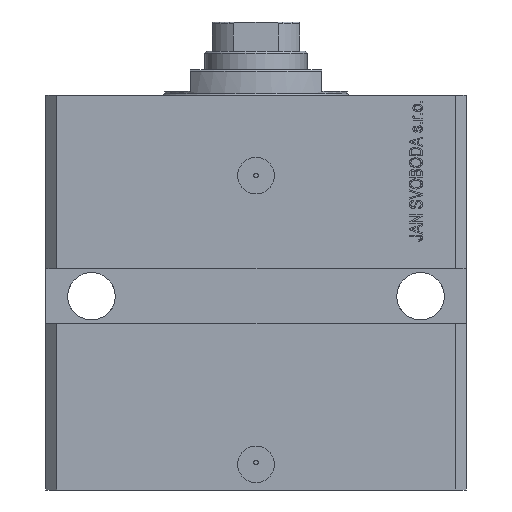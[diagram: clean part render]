
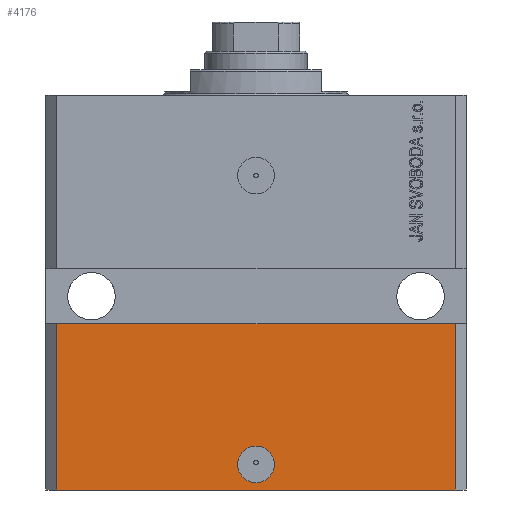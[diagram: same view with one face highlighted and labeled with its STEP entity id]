
A CAD part, front view. The second image highlights one B-rep face of the part: STEP entity #4176.
In plain terms, the highlighted planar face has unit normal (0, -1, 0).
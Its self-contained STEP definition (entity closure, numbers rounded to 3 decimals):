
#2139 = VECTOR ( 'NONE', #24492, 1000. ) ;
#3583 = VECTOR ( 'NONE', #45058, 1000. ) ;
#4176 = ADVANCED_FACE ( 'NONE', ( #12870, #30868 ), #42291, .T. ) ;
#4806 = VERTEX_POINT ( 'NONE', #34913 ) ;
#6519 = EDGE_LOOP ( 'NONE', ( #25581, #34971, #16861, #27310 ) ) ;
#6565 = ORIENTED_EDGE ( 'NONE', *, *, #47234, .F. ) ;
#7966 = CARTESIAN_POINT ( 'NONE',  ( -54.5, -45., -108. ) ) ;
#8893 = VECTOR ( 'NONE', #8994, 1000. ) ;
#8994 = DIRECTION ( 'NONE',  ( 1., 0., 0. ) ) ;
#9240 = CARTESIAN_POINT ( 'NONE',  ( -54.5, -45., -108. ) ) ;
#9642 = DIRECTION ( 'NONE',  ( 1., 0., 0. ) ) ;
#12236 = AXIS2_PLACEMENT_3D ( 'NONE', #7966, #46934, #20598 ) ;
#12530 = CARTESIAN_POINT ( 'NONE',  ( -57.5, -45., -62.5 ) ) ;
#12870 = FACE_BOUND ( 'NONE', #36823, .T. ) ;
#14281 = VERTEX_POINT ( 'NONE', #45147 ) ;
#14645 = VERTEX_POINT ( 'NONE', #38372 ) ;
#15052 = AXIS2_PLACEMENT_3D ( 'NONE', #30988, #35693, #16555 ) ;
#16555 = DIRECTION ( 'NONE',  ( 1., 0., 0. ) ) ;
#16861 = ORIENTED_EDGE ( 'NONE', *, *, #38141, .T. ) ;
#18365 = DIRECTION ( 'NONE',  ( 0., 0., 1. ) ) ;
#20202 = CIRCLE ( 'NONE', #47952, 5. ) ;
#20598 = DIRECTION ( 'NONE',  ( 1., 0., 0. ) ) ;
#21944 = CARTESIAN_POINT ( 'NONE',  ( -54.5, -45., -108. ) ) ;
#23824 = CIRCLE ( 'NONE', #15052, 5. ) ;
#23865 = EDGE_CURVE ( 'NONE', #14645, #14281, #32170, .T. ) ;
#23963 = LINE ( 'NONE', #9240, #8893 ) ;
#24492 = DIRECTION ( 'NONE',  ( 1., 0., 0. ) ) ;
#24936 = VERTEX_POINT ( 'NONE', #42326 ) ;
#25577 = DIRECTION ( 'NONE',  ( 0., -1., 0. ) ) ;
#25581 = ORIENTED_EDGE ( 'NONE', *, *, #23865, .F. ) ;
#26995 = VECTOR ( 'NONE', #18365, 1000. ) ;
#27310 = ORIENTED_EDGE ( 'NONE', *, *, #49140, .T. ) ;
#27953 = VERTEX_POINT ( 'NONE', #47441 ) ;
#28681 = EDGE_CURVE ( 'NONE', #34662, #14645, #48920, .T. ) ;
#29339 = EDGE_CURVE ( 'NONE', #4806, #27953, #23824, .T. ) ;
#29547 = CARTESIAN_POINT ( 'NONE',  ( 0., -45., -101. ) ) ;
#29670 = LINE ( 'NONE', #40331, #3583 ) ;
#30868 = FACE_OUTER_BOUND ( 'NONE', #6519, .T. ) ;
#30988 = CARTESIAN_POINT ( 'NONE',  ( 0., -45., -101. ) ) ;
#32170 = LINE ( 'NONE', #12530, #2139 ) ;
#34241 = ORIENTED_EDGE ( 'NONE', *, *, #29339, .F. ) ;
#34662 = VERTEX_POINT ( 'NONE', #21944 ) ;
#34913 = CARTESIAN_POINT ( 'NONE',  ( -5., -45., -101. ) ) ;
#34971 = ORIENTED_EDGE ( 'NONE', *, *, #28681, .F. ) ;
#35693 = DIRECTION ( 'NONE',  ( 0., -1., 0. ) ) ;
#36823 = EDGE_LOOP ( 'NONE', ( #6565, #34241 ) ) ;
#38141 = EDGE_CURVE ( 'NONE', #34662, #24936, #23963, .T. ) ;
#38372 = CARTESIAN_POINT ( 'NONE',  ( -54.5, -45., -62.5 ) ) ;
#40331 = CARTESIAN_POINT ( 'NONE',  ( 54.5, -45., -108. ) ) ;
#42291 = PLANE ( 'NONE',  #12236 ) ;
#42326 = CARTESIAN_POINT ( 'NONE',  ( 54.5, -45., -108. ) ) ;
#44937 = CARTESIAN_POINT ( 'NONE',  ( -54.5, -45., -108. ) ) ;
#45058 = DIRECTION ( 'NONE',  ( 0., 0., 1. ) ) ;
#45147 = CARTESIAN_POINT ( 'NONE',  ( 54.5, -45., -62.5 ) ) ;
#46934 = DIRECTION ( 'NONE',  ( 0., -1., 0. ) ) ;
#47234 = EDGE_CURVE ( 'NONE', #27953, #4806, #20202, .T. ) ;
#47441 = CARTESIAN_POINT ( 'NONE',  ( 5., -45., -101. ) ) ;
#47952 = AXIS2_PLACEMENT_3D ( 'NONE', #29547, #25577, #9642 ) ;
#48920 = LINE ( 'NONE', #44937, #26995 ) ;
#49140 = EDGE_CURVE ( 'NONE', #24936, #14281, #29670, .T. ) ;
